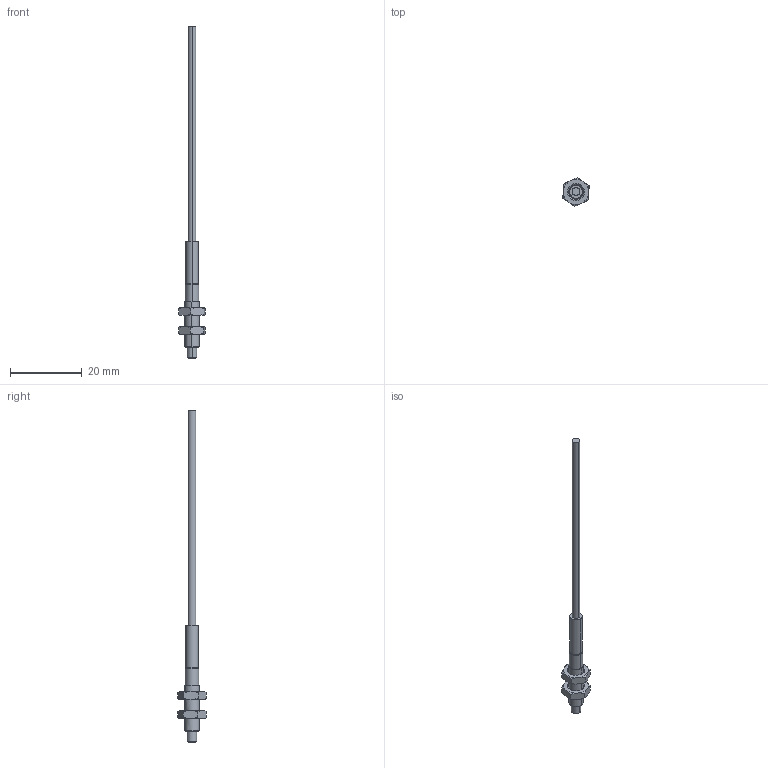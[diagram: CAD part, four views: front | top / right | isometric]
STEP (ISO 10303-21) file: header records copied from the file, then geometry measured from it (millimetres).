
FILE_DESCRIPTION((''),'2;1');
FILE_NAME('CAD2407_SW0001','2016-09-05T',('cmozuch'),(''),'PRO/ENGINEER BY PARAMETRIC TECHNOLOGY CORPORATION, 2015440','PRO/ENGINEER BY PARAMETRIC TECHNOLOGY CORPORATION, 2015440','');
FILE_SCHEMA(('CONFIG_CONTROL_DESIGN'));
Length unit declared in the file: millimetre
Products named in the file (1): CAD2407_SW0001
Bounding box: 7.45 x 8.06 x 92.6 mm (x, y, z)
Volume: 700.5 mm3; surface area: 1002.7 mm2
Topology: 1 solids, 1 shells, 76 faces, 174 edges, 108 vertices
Faces by surface type: cone 36, plane 22, cylinder 16, torus 2
Entity records: 3126 total; most frequent: CARTESIAN_POINT 814, DIRECTION 364, ORIENTED_EDGE 348, EDGE_CURVE 174, AXIS2_PLACEMENT_3D 162, VERTEX_POINT 108, CIRCLE 86, EDGE_LOOP 84
